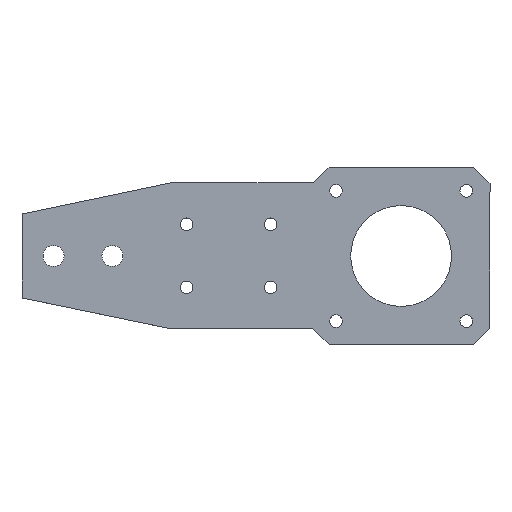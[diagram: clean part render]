
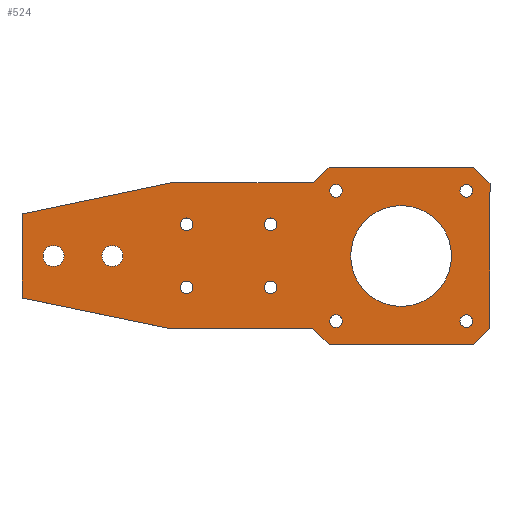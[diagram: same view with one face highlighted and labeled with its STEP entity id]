
A CAD part, top view. The second image highlights one B-rep face of the part: STEP entity #524.
In plain terms, the highlighted face is planar.
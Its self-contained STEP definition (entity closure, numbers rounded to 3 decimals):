
#46=FACE_BOUND('',#117,.T.);
#47=FACE_BOUND('',#118,.T.);
#48=FACE_BOUND('',#119,.T.);
#49=FACE_BOUND('',#120,.T.);
#50=FACE_BOUND('',#121,.T.);
#51=FACE_BOUND('',#122,.T.);
#52=FACE_BOUND('',#123,.T.);
#53=FACE_BOUND('',#124,.T.);
#54=FACE_BOUND('',#125,.T.);
#55=FACE_BOUND('',#126,.T.);
#56=FACE_BOUND('',#127,.T.);
#68=CIRCLE('',#569,2.5);
#69=CIRCLE('',#570,2.5);
#70=CIRCLE('',#571,1.5);
#71=CIRCLE('',#572,1.5);
#72=CIRCLE('',#573,1.5);
#73=CIRCLE('',#574,1.5);
#74=CIRCLE('',#575,12.);
#75=CIRCLE('',#576,1.5);
#76=CIRCLE('',#577,1.5);
#77=CIRCLE('',#578,1.5);
#78=CIRCLE('',#579,1.5);
#91=FACE_OUTER_BOUND('',#116,.T.);
#116=EDGE_LOOP('',(#375,#376,#377,#378,#379,#380,#381,#382,#383,#384,#385,
#386));
#117=EDGE_LOOP('',(#387));
#118=EDGE_LOOP('',(#388));
#119=EDGE_LOOP('',(#389));
#120=EDGE_LOOP('',(#390));
#121=EDGE_LOOP('',(#391));
#122=EDGE_LOOP('',(#392));
#123=EDGE_LOOP('',(#393));
#124=EDGE_LOOP('',(#394));
#125=EDGE_LOOP('',(#395));
#126=EDGE_LOOP('',(#396));
#127=EDGE_LOOP('',(#397));
#162=LINE('',#791,#209);
#166=LINE('',#799,#213);
#167=LINE('',#801,#214);
#168=LINE('',#803,#215);
#169=LINE('',#805,#216);
#170=LINE('',#807,#217);
#171=LINE('',#809,#218);
#172=LINE('',#811,#219);
#173=LINE('',#813,#220);
#174=LINE('',#815,#221);
#175=LINE('',#817,#222);
#176=LINE('',#818,#223);
#209=VECTOR('',#633,10.);
#213=VECTOR('',#639,10.);
#214=VECTOR('',#640,10.);
#215=VECTOR('',#641,10.);
#216=VECTOR('',#642,10.);
#217=VECTOR('',#643,10.);
#218=VECTOR('',#644,10.);
#219=VECTOR('',#645,10.);
#220=VECTOR('',#646,10.);
#221=VECTOR('',#647,10.);
#222=VECTOR('',#648,10.);
#223=VECTOR('',#649,10.);
#256=VERTEX_POINT('',#789);
#257=VERTEX_POINT('',#790);
#260=VERTEX_POINT('',#798);
#261=VERTEX_POINT('',#800);
#262=VERTEX_POINT('',#802);
#263=VERTEX_POINT('',#804);
#264=VERTEX_POINT('',#806);
#265=VERTEX_POINT('',#808);
#266=VERTEX_POINT('',#810);
#267=VERTEX_POINT('',#812);
#268=VERTEX_POINT('',#814);
#269=VERTEX_POINT('',#816);
#270=VERTEX_POINT('',#819);
#271=VERTEX_POINT('',#821);
#272=VERTEX_POINT('',#823);
#273=VERTEX_POINT('',#825);
#274=VERTEX_POINT('',#827);
#275=VERTEX_POINT('',#829);
#276=VERTEX_POINT('',#831);
#277=VERTEX_POINT('',#833);
#278=VERTEX_POINT('',#835);
#279=VERTEX_POINT('',#837);
#280=VERTEX_POINT('',#839);
#302=EDGE_CURVE('',#256,#257,#162,.T.);
#306=EDGE_CURVE('',#260,#256,#166,.T.);
#307=EDGE_CURVE('',#257,#261,#167,.T.);
#308=EDGE_CURVE('',#261,#262,#168,.T.);
#309=EDGE_CURVE('',#262,#263,#169,.T.);
#310=EDGE_CURVE('',#263,#264,#170,.T.);
#311=EDGE_CURVE('',#264,#265,#171,.T.);
#312=EDGE_CURVE('',#265,#266,#172,.T.);
#313=EDGE_CURVE('',#266,#267,#173,.T.);
#314=EDGE_CURVE('',#267,#268,#174,.T.);
#315=EDGE_CURVE('',#268,#269,#175,.T.);
#316=EDGE_CURVE('',#269,#260,#176,.T.);
#317=EDGE_CURVE('',#270,#270,#68,.T.);
#318=EDGE_CURVE('',#271,#271,#69,.T.);
#319=EDGE_CURVE('',#272,#272,#70,.T.);
#320=EDGE_CURVE('',#273,#273,#71,.T.);
#321=EDGE_CURVE('',#274,#274,#72,.T.);
#322=EDGE_CURVE('',#275,#275,#73,.T.);
#323=EDGE_CURVE('',#276,#276,#74,.T.);
#324=EDGE_CURVE('',#277,#277,#75,.T.);
#325=EDGE_CURVE('',#278,#278,#76,.T.);
#326=EDGE_CURVE('',#279,#279,#77,.T.);
#327=EDGE_CURVE('',#280,#280,#78,.T.);
#375=ORIENTED_EDGE('',*,*,#306,.T.);
#376=ORIENTED_EDGE('',*,*,#302,.T.);
#377=ORIENTED_EDGE('',*,*,#307,.T.);
#378=ORIENTED_EDGE('',*,*,#308,.T.);
#379=ORIENTED_EDGE('',*,*,#309,.T.);
#380=ORIENTED_EDGE('',*,*,#310,.T.);
#381=ORIENTED_EDGE('',*,*,#311,.T.);
#382=ORIENTED_EDGE('',*,*,#312,.T.);
#383=ORIENTED_EDGE('',*,*,#313,.T.);
#384=ORIENTED_EDGE('',*,*,#314,.T.);
#385=ORIENTED_EDGE('',*,*,#315,.T.);
#386=ORIENTED_EDGE('',*,*,#316,.T.);
#387=ORIENTED_EDGE('',*,*,#317,.T.);
#388=ORIENTED_EDGE('',*,*,#318,.T.);
#389=ORIENTED_EDGE('',*,*,#319,.T.);
#390=ORIENTED_EDGE('',*,*,#320,.T.);
#391=ORIENTED_EDGE('',*,*,#321,.T.);
#392=ORIENTED_EDGE('',*,*,#322,.T.);
#393=ORIENTED_EDGE('',*,*,#323,.T.);
#394=ORIENTED_EDGE('',*,*,#324,.T.);
#395=ORIENTED_EDGE('',*,*,#325,.T.);
#396=ORIENTED_EDGE('',*,*,#326,.T.);
#397=ORIENTED_EDGE('',*,*,#327,.T.);
#510=PLANE('',#568);
#524=ADVANCED_FACE('',(#91,#46,#47,#48,#49,#50,#51,#52,#53,#54,#55,#56),
#510,.T.);
#568=AXIS2_PLACEMENT_3D('',#797,#637,#638);
#569=AXIS2_PLACEMENT_3D('',#820,#650,#651);
#570=AXIS2_PLACEMENT_3D('',#822,#652,#653);
#571=AXIS2_PLACEMENT_3D('',#824,#654,#655);
#572=AXIS2_PLACEMENT_3D('',#826,#656,#657);
#573=AXIS2_PLACEMENT_3D('',#828,#658,#659);
#574=AXIS2_PLACEMENT_3D('',#830,#660,#661);
#575=AXIS2_PLACEMENT_3D('',#832,#662,#663);
#576=AXIS2_PLACEMENT_3D('',#834,#664,#665);
#577=AXIS2_PLACEMENT_3D('',#836,#666,#667);
#578=AXIS2_PLACEMENT_3D('',#838,#668,#669);
#579=AXIS2_PLACEMENT_3D('',#840,#670,#671);
#633=DIRECTION('',(-0.707,0.,-0.707));
#637=DIRECTION('center_axis',(0.,-1.,0.));
#638=DIRECTION('ref_axis',(0.,0.,1.));
#639=DIRECTION('',(-1.,0.,0.));
#640=DIRECTION('',(-1.,0.,0.));
#641=DIRECTION('',(-0.979,0.,-0.205));
#642=DIRECTION('',(0.,0.,-1.));
#643=DIRECTION('',(0.979,0.,-0.202));
#644=DIRECTION('',(1.,0.,0.));
#645=DIRECTION('',(0.707,0.,-0.707));
#646=DIRECTION('',(1.,0.,0.));
#647=DIRECTION('',(0.707,0.,0.707));
#648=DIRECTION('',(0.,0.,1.));
#649=DIRECTION('',(-0.707,0.,0.707));
#650=DIRECTION('center_axis',(0.,1.,0.));
#651=DIRECTION('ref_axis',(-1.,0.,0.));
#652=DIRECTION('center_axis',(0.,1.,0.));
#653=DIRECTION('ref_axis',(-1.,0.,0.));
#654=DIRECTION('center_axis',(0.,1.,0.));
#655=DIRECTION('ref_axis',(-1.,0.,0.));
#656=DIRECTION('center_axis',(0.,1.,0.));
#657=DIRECTION('ref_axis',(-1.,0.,0.));
#658=DIRECTION('center_axis',(0.,1.,0.));
#659=DIRECTION('ref_axis',(-1.,0.,0.));
#660=DIRECTION('center_axis',(0.,1.,0.));
#661=DIRECTION('ref_axis',(-1.,0.,0.));
#662=DIRECTION('center_axis',(0.,1.,0.));
#663=DIRECTION('ref_axis',(-1.,0.,0.));
#664=DIRECTION('center_axis',(0.,1.,0.));
#665=DIRECTION('ref_axis',(-1.,0.,0.));
#666=DIRECTION('center_axis',(0.,1.,0.));
#667=DIRECTION('ref_axis',(-1.,0.,0.));
#668=DIRECTION('center_axis',(0.,1.,0.));
#669=DIRECTION('ref_axis',(-1.,0.,0.));
#670=DIRECTION('center_axis',(0.,1.,0.));
#671=DIRECTION('ref_axis',(-1.,0.,0.));
#789=CARTESIAN_POINT('',(242.561,49.,527.15));
#790=CARTESIAN_POINT('',(238.804,49.,523.393));
#791=CARTESIAN_POINT('',(217.755,49.,502.344));
#797=CARTESIAN_POINT('Origin',(146.688,49.,531.313));
#798=CARTESIAN_POINT('',(276.861,49.,527.15));
#799=CARTESIAN_POINT('',(194.624,49.,527.15));
#800=CARTESIAN_POINT('',(204.861,49.,523.393));
#801=CARTESIAN_POINT('',(189.274,49.,523.393));
#802=CARTESIAN_POINT('',(169.5,49.,516.));
#803=CARTESIAN_POINT('',(160.105,49.,514.036));
#804=CARTESIAN_POINT('',(169.5,49.,496.));
#805=CARTESIAN_POINT('',(169.5,49.,513.656));
#806=CARTESIAN_POINT('',(204.861,49.,488.693));
#807=CARTESIAN_POINT('',(172.742,49.,495.33));
#808=CARTESIAN_POINT('',(238.718,49.,488.693));
#809=CARTESIAN_POINT('',(192.703,49.,488.693));
#810=CARTESIAN_POINT('',(242.561,49.,484.85));
#811=CARTESIAN_POINT('',(206.977,49.,520.434));
#812=CARTESIAN_POINT('',(276.861,49.,484.85));
#813=CARTESIAN_POINT('',(194.624,49.,484.85));
#814=CARTESIAN_POINT('',(280.861,49.,488.85));
#815=CARTESIAN_POINT('',(257.933,49.,465.922));
#816=CARTESIAN_POINT('',(280.861,49.,523.15));
#817=CARTESIAN_POINT('',(280.861,49.,525.693));
#818=CARTESIAN_POINT('',(243.277,49.,560.734));
#819=CARTESIAN_POINT('',(179.5,49.,506.));
#820=CARTESIAN_POINT('Origin',(177.,49.,506.));
#821=CARTESIAN_POINT('',(193.5,49.,506.));
#822=CARTESIAN_POINT('Origin',(191.,49.,506.));
#823=CARTESIAN_POINT('',(210.161,49.,498.543));
#824=CARTESIAN_POINT('Origin',(208.661,49.,498.543));
#825=CARTESIAN_POINT('',(230.161,49.,513.543));
#826=CARTESIAN_POINT('Origin',(228.661,49.,513.543));
#827=CARTESIAN_POINT('',(230.161,49.,498.543));
#828=CARTESIAN_POINT('Origin',(228.661,49.,498.543));
#829=CARTESIAN_POINT('',(210.161,49.,513.543));
#830=CARTESIAN_POINT('Origin',(208.661,49.,513.543));
#831=CARTESIAN_POINT('',(271.711,49.,506.));
#832=CARTESIAN_POINT('Origin',(259.711,49.,506.));
#833=CARTESIAN_POINT('',(276.711,49.,521.5));
#834=CARTESIAN_POINT('Origin',(275.211,49.,521.5));
#835=CARTESIAN_POINT('',(245.711,49.,490.5));
#836=CARTESIAN_POINT('Origin',(244.211,49.,490.5));
#837=CARTESIAN_POINT('',(276.711,49.,490.5));
#838=CARTESIAN_POINT('Origin',(275.211,49.,490.5));
#839=CARTESIAN_POINT('',(245.711,49.,521.5));
#840=CARTESIAN_POINT('Origin',(244.211,49.,521.5));
